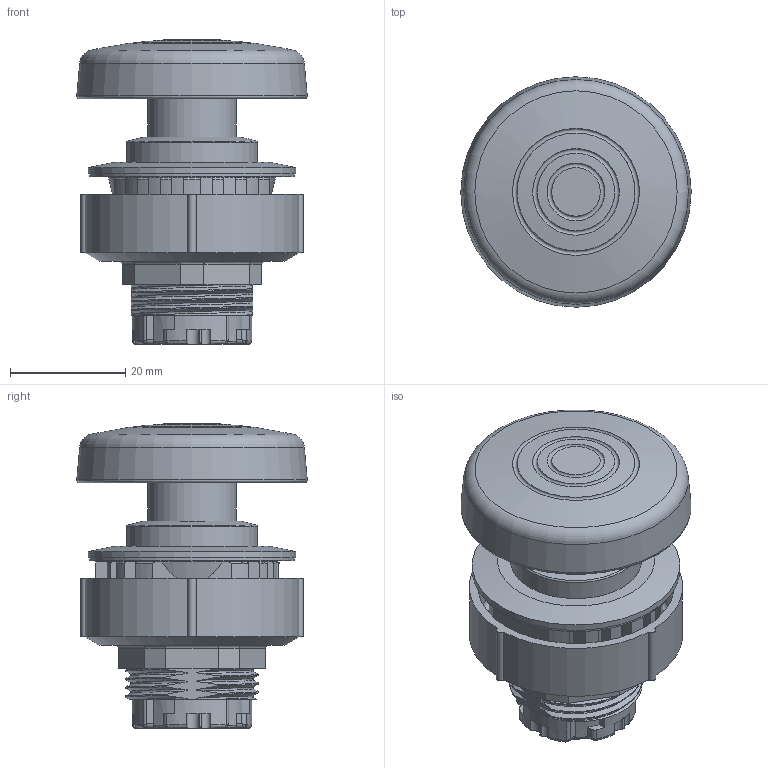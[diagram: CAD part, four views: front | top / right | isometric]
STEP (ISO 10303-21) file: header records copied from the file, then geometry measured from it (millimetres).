
FILE_DESCRIPTION(/* description */ (''),/* implementation_level */ '2;1');
FILE_NAME(/* name */ 'KRJS_vereinfacht.stp',/* time_stamp */ '2018-04-17T10:05:30+02:00',/* author */ ('mreiber'),/* organization */ (''),/* preprocessor_version */ 'ST-DEVELOPER v16.1',/* originating_system */ 'Autodesk Inventor 2016',/* authorisation */ '');
FILE_SCHEMA (('AUTOMOTIVE_DESIGN { 1 0 10303 214 3 1 1 }'));
Length unit declared in the file: centimetre
Products named in the file (1): KRJS_vereinfacht
Bounding box: 39.9 x 39.9 x 52.75 mm (x, y, z)
Volume: 26949.8 mm3; surface area: 13673.6 mm2
Topology: 1 solids, 1 shells, 388 faces, 1025 edges, 650 vertices
Faces by surface type: plane 119, cylinder 108, bspline 74, torus 52, cone 23, sphere 12
Full cylindrical faces by diameter (mm): 15.3 x1, 22.7 x1, 23 x1, 23.25 x1, 24.25 x1, 29 x1, 34 x1, 35.5 x1, 36 x1
Entity records: 15982 total; most frequent: CARTESIAN_POINT 7044, ORIENTED_EDGE 1972, DIRECTION 1703, EDGE_CURVE 986, AXIS2_PLACEMENT_3D 691, VERTEX_POINT 643, EDGE_LOOP 431, FACE_OUTER_BOUND 388
